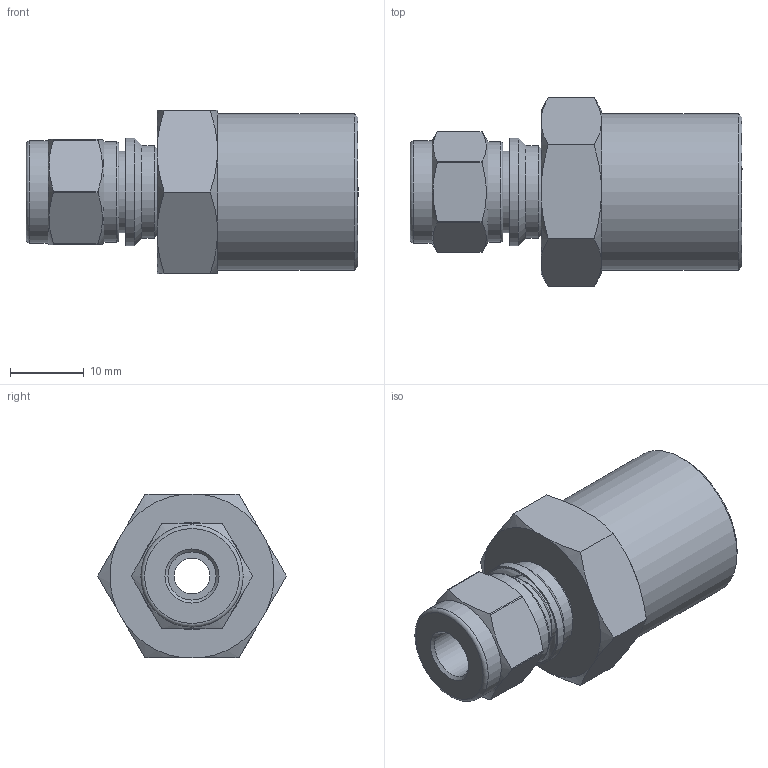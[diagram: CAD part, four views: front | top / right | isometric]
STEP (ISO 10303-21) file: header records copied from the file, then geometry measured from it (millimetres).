
FILE_DESCRIPTION(/* description */ (''),/* implementation_level */ '2;1');
FILE_NAME(/* name */ 'SPWCI-4-8P.stp',/* time_stamp */ '2022-06-08T16:30:06+09:00',/* author */ ('user'),/* organization */ (''),/* preprocessor_version */ 'ST-DEVELOPER v18.1',/* originating_system */ 'Autodesk Inventor 2022',/* authorisation */ '');
FILE_SCHEMA (('AUTOMOTIVE_DESIGN { 1 0 10303 214 3 1 1 }'));
Length unit declared in the file: millimetre
Products named in the file (1): SPWC-4-8P
Bounding box: 45.14 x 25.63 x 22.2 mm (x, y, z)
Volume: 11869.5 mm3; surface area: 4724.4 mm2
Topology: 1 solids, 1 shells, 60 faces, 138 edges, 86 vertices
Faces by surface type: cone 22, plane 20, cylinder 16, torus 2
Full cylindrical faces by diameter (mm): 4.826 x1, 6.55 x1, 9.4 x1, 10.1 x1, 11.112 x1, 12.6 x1, 13.6 x1, 13.9 x1, 14.6 x1, 21.3 x1
Entity records: 1705 total; most frequent: CARTESIAN_POINT 357, DIRECTION 282, ORIENTED_EDGE 276, EDGE_CURVE 138, AXIS2_PLACEMENT_3D 119, VERTEX_POINT 86, EDGE_LOOP 68, FACE_OUTER_BOUND 60
